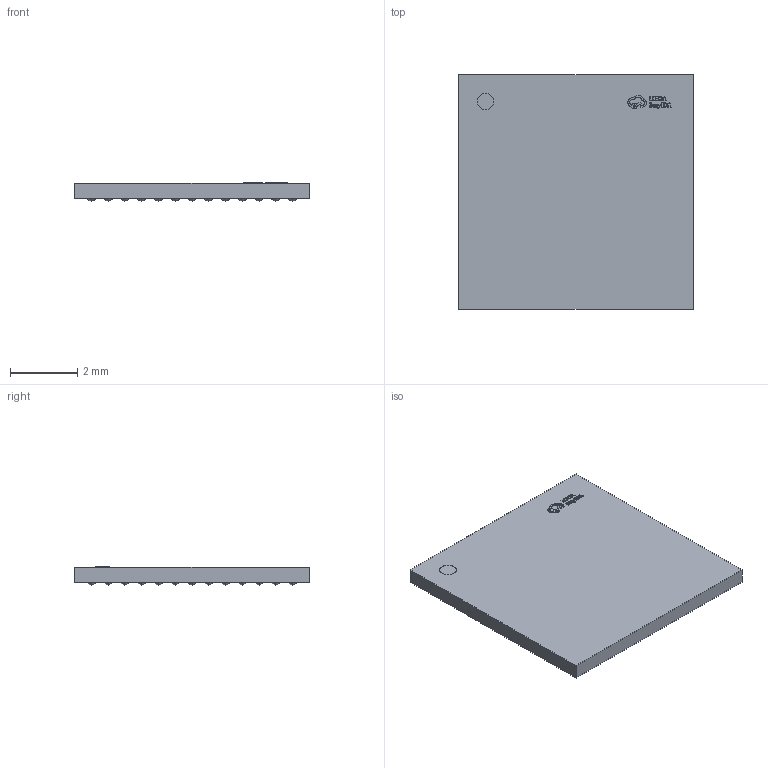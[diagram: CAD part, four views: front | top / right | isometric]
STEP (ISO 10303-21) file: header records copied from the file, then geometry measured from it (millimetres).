
FILE_DESCRIPTION (( 'STEP AP214' ), '1' );
FILE_NAME ('UFBGA-169_L7.0-W7.0-H0.5-R13-C13-P0.50-TL.step', '2022-06-22T15:31:27', ( '' ), ( '' ), 'SwSTEP 2.0', 'SolidWorks 2020', '' );
FILE_SCHEMA (( 'AUTOMOTIVE_DESIGN' ));
Length unit declared in the file: millimetre
Products named in the file (1): UFBGA-169_L7.0-W7.0-H0.5-R13-C13-P0.50-TL
Bounding box: 7 x 7 x 0.54 mm (x, y, z)
Volume: 22.4 mm3; surface area: 114.2 mm2
Topology: 1 solids, 1 shells, 630 faces, 1465 edges, 1033 vertices
Faces by surface type: sphere 338, plane 178, bspline 112, cylinder 2
Entity records: 26090 total; most frequent: CARTESIAN_POINT 5233, DIRECTION 2955, ORIENTED_EDGE 2930, EDGE_CURVE 1465, AXIS2_PLACEMENT_3D 1199, VERTEX_POINT 1033, EDGE_LOOP 826, CIRCLE 680
